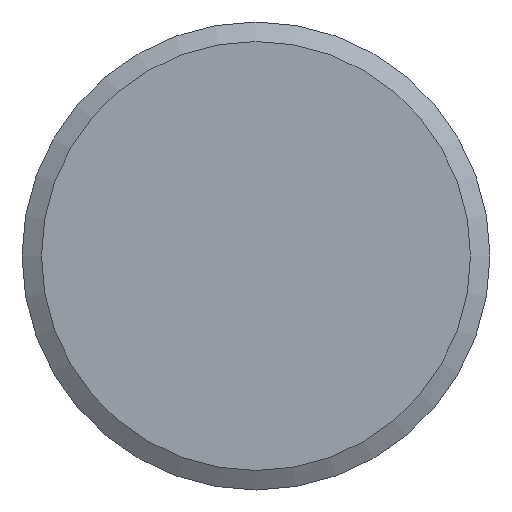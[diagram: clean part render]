
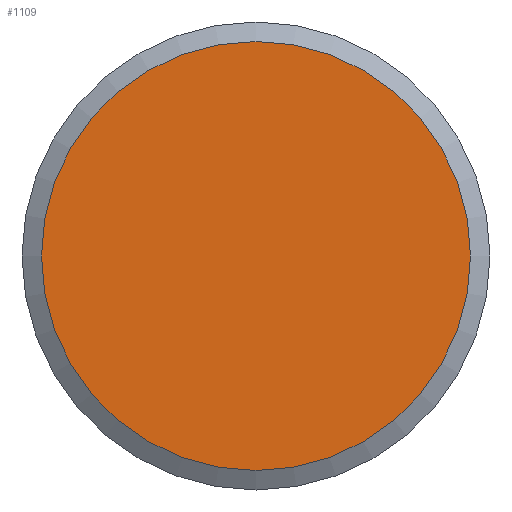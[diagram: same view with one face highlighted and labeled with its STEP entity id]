
A CAD part, front view. The second image highlights one B-rep face of the part: STEP entity #1109.
In plain terms, the highlighted planar face has unit normal (0, -1, 0).
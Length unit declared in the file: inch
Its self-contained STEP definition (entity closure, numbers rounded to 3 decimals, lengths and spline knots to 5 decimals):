
#218 = PLANE ( 'NONE',  #1016 ) ;
#220 = DIRECTION ( 'NONE',  ( 0., 1., 0. ) ) ;
#401 = AXIS2_PLACEMENT_3D ( 'NONE', #1202, #220, #412 ) ;
#412 = DIRECTION ( 'NONE',  ( 0., 0., 1. ) ) ;
#471 = CARTESIAN_POINT ( 'NONE',  ( 0., -1.9685, 0.54134 ) ) ;
#499 = DIRECTION ( 'NONE',  ( 0., -1., 0. ) ) ;
#539 = VERTEX_POINT ( 'NONE', #471 ) ;
#780 = EDGE_LOOP ( 'NONE', ( #1168 ) ) ;
#850 = FACE_OUTER_BOUND ( 'NONE', #780, .T. ) ;
#1016 = AXIS2_PLACEMENT_3D ( 'NONE', #1105, #499, #1209 ) ;
#1047 = EDGE_CURVE ( 'NONE', #539, #539, #1097, .T. ) ;
#1097 = CIRCLE ( 'NONE', #401, 0.54134 ) ;
#1105 = CARTESIAN_POINT ( 'NONE',  ( 0., -1.9685, 0. ) ) ;
#1109 = ADVANCED_FACE ( 'NONE', ( #850 ), #218, .T. ) ;
#1168 = ORIENTED_EDGE ( 'NONE', *, *, #1047, .F. ) ;
#1202 = CARTESIAN_POINT ( 'NONE',  ( 0., -1.9685, 0. ) ) ;
#1209 = DIRECTION ( 'NONE',  ( 0., 0., -1. ) ) ;
